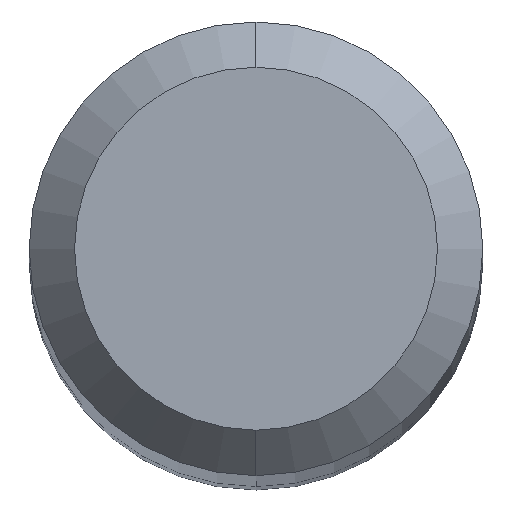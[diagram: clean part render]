
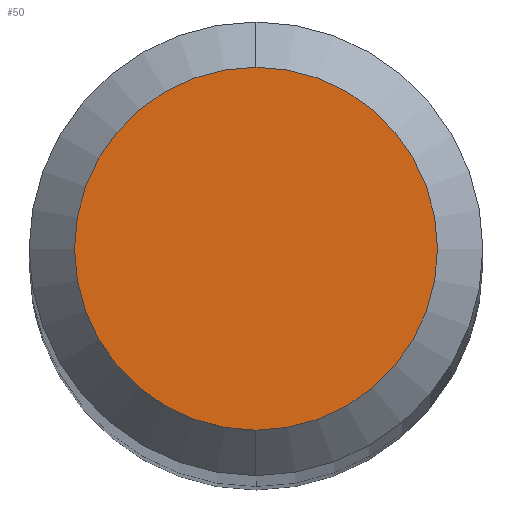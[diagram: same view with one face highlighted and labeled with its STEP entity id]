
A CAD part, top view. The second image highlights one B-rep face of the part: STEP entity #50.
In plain terms, the highlighted planar face has unit normal (0, 0, 1).
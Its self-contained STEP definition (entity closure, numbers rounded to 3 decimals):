
#50=ADVANCED_FACE('',(#105),#106,.T.);
#105=FACE_OUTER_BOUND('',#167,.T.);
#106=PLANE('',#168);
#167=EDGE_LOOP('',(#223,#224));
#168=AXIS2_PLACEMENT_3D('',#225,#226,#227);
#223=ORIENTED_EDGE('',*,*,#311,.F.);
#224=ORIENTED_EDGE('',*,*,#314,.F.);
#225=CARTESIAN_POINT('',(0.,0.8,28.0));
#226=DIRECTION('',(0.,0.0,1.0));
#227=DIRECTION('',(0.0,-1.0,0.0));
#311=EDGE_CURVE('',#357,#359,#360,.T.);
#314=EDGE_CURVE('',#359,#357,#363,.T.);
#357=VERTEX_POINT('',#407);
#359=VERTEX_POINT('',#410);
#360=CIRCLE('',#411,1.6);
#363=CIRCLE('',#415,1.6);
#407=CARTESIAN_POINT('',(0.,1.6,28.0));
#410=CARTESIAN_POINT('',(0.,-1.6,28.0));
#411=AXIS2_PLACEMENT_3D('',#452,#453,#454);
#415=AXIS2_PLACEMENT_3D('',#456,#457,#458);
#452=CARTESIAN_POINT('',(0.,0.0,28.0));
#453=DIRECTION('',(0.,0.0,-1.0));
#454=DIRECTION('',(0.0,1.0,0.0));
#456=CARTESIAN_POINT('',(0.,0.0,28.0));
#457=DIRECTION('',(0.,0.0,-1.0));
#458=DIRECTION('',(0.0,1.0,0.0));
